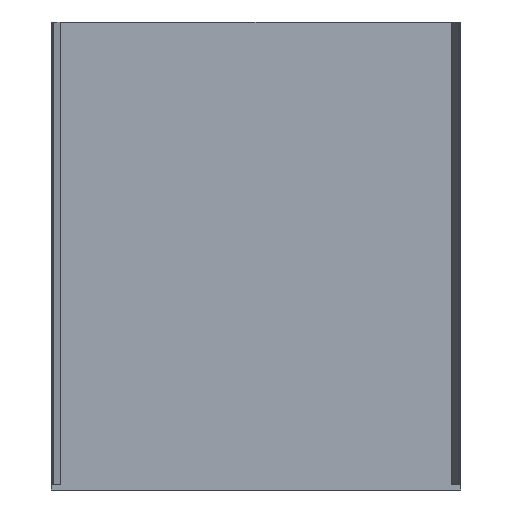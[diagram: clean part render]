
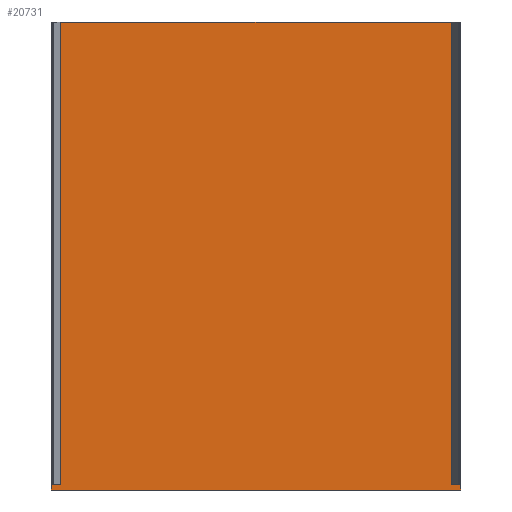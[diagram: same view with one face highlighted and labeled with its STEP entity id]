
A CAD part, front view. The second image highlights one B-rep face of the part: STEP entity #20731.
In plain terms, the highlighted planar face has unit normal (0, -1, 0).
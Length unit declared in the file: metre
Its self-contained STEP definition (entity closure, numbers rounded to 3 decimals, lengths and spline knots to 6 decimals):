
#3652=ORIENTED_EDGE('',*,*,#8524,.F.);
#3653=ORIENTED_EDGE('',*,*,#8529,.F.);
#3654=ORIENTED_EDGE('',*,*,#8530,.F.);
#3655=ORIENTED_EDGE('',*,*,#8531,.T.);
#3656=ORIENTED_EDGE('',*,*,#8532,.T.);
#3657=ORIENTED_EDGE('',*,*,#8533,.T.);
#3658=ORIENTED_EDGE('',*,*,#8534,.F.);
#3659=ORIENTED_EDGE('',*,*,#8535,.F.);
#8524=EDGE_CURVE('',#10516,#10517,#13334,.T.);
#8529=EDGE_CURVE('',#10520,#10516,#13339,.T.);
#8530=EDGE_CURVE('',#10521,#10520,#13340,.T.);
#8531=EDGE_CURVE('',#10521,#10522,#13341,.F.);
#8532=EDGE_CURVE('',#10522,#10523,#13342,.T.);
#8533=EDGE_CURVE('',#10523,#10524,#13343,.F.);
#8534=EDGE_CURVE('',#10525,#10524,#13344,.T.);
#8535=EDGE_CURVE('',#10517,#10525,#13345,.T.);
#10516=VERTEX_POINT('',#32046);
#10517=VERTEX_POINT('',#32048);
#10520=VERTEX_POINT('',#32058);
#10521=VERTEX_POINT('',#32060);
#10522=VERTEX_POINT('',#32062);
#10523=VERTEX_POINT('',#32064);
#10524=VERTEX_POINT('',#32066);
#10525=VERTEX_POINT('',#32068);
#13334=LINE('',#32047,#16188);
#13339=LINE('',#32057,#16193);
#13340=LINE('',#32059,#16194);
#13341=LINE('',#32061,#16195);
#13342=LINE('',#32063,#16196);
#13343=LINE('',#32065,#16197);
#13344=LINE('',#32067,#16198);
#13345=LINE('',#32069,#16199);
#16188=VECTOR('',#26294,1.);
#16193=VECTOR('',#26303,1.);
#16194=VECTOR('',#26304,1.);
#16195=VECTOR('',#26305,1.);
#16196=VECTOR('',#26306,1.);
#16197=VECTOR('',#26307,1.);
#16198=VECTOR('',#26308,1.);
#16199=VECTOR('',#26309,1.);
#17247=EDGE_LOOP('',(#3652,#3653,#3654,#3655,#3656,#3657,#3658,#3659));
#18515=FACE_BOUND('',#17247,.T.);
#19782=PLANE('',#21709);
#20731=ADVANCED_FACE('',(#18515),#19782,.F.);
#21709=AXIS2_PLACEMENT_3D('',#32056,#26301,#26302);
#26294=DIRECTION('',(-1.,0.,0.));
#26301=DIRECTION('',(0.,1.,0.));
#26302=DIRECTION('',(-1.,0.,0.));
#26303=DIRECTION('',(0.,0.,-1.));
#26304=DIRECTION('',(1.,0.,0.));
#26305=DIRECTION('',(0.,0.,-1.));
#26306=DIRECTION('',(-1.,0.,0.));
#26307=DIRECTION('',(0.,0.,1.));
#26308=DIRECTION('',(1.,0.,0.));
#26309=DIRECTION('',(0.,0.,1.));
#32046=CARTESIAN_POINT('',(0.13948,-0.11715,-0.14855));
#32047=CARTESIAN_POINT('',(0.041834,-0.11715,-0.14855));
#32048=CARTESIAN_POINT('',(-0.013813,-0.11715,-0.14855));
#32056=CARTESIAN_POINT('',(0.041834,-0.11715,-0.04005));
#32057=CARTESIAN_POINT('',(0.13948,-0.11715,-0.04005));
#32058=CARTESIAN_POINT('',(0.13948,-0.11715,-0.14655));
#32059=CARTESIAN_POINT('',(0.083834,-0.11715,-0.14655));
#32060=CARTESIAN_POINT('',(0.13585,-0.11715,-0.14655));
#32061=CARTESIAN_POINT('',(0.13585,-0.11715,-0.03905));
#32062=CARTESIAN_POINT('',(0.13585,-0.11715,0.02645));
#32063=CARTESIAN_POINT('',(0.041834,-0.11715,0.02645));
#32064=CARTESIAN_POINT('',(-0.010183,-0.11715,0.02645));
#32065=CARTESIAN_POINT('',(-0.010183,-0.11715,-0.04005));
#32066=CARTESIAN_POINT('',(-0.010183,-0.11715,-0.14655));
#32067=CARTESIAN_POINT('',(0.041834,-0.11715,-0.14655));
#32068=CARTESIAN_POINT('',(-0.013813,-0.11715,-0.14655));
#32069=CARTESIAN_POINT('',(-0.013813,-0.11715,-0.04005));
